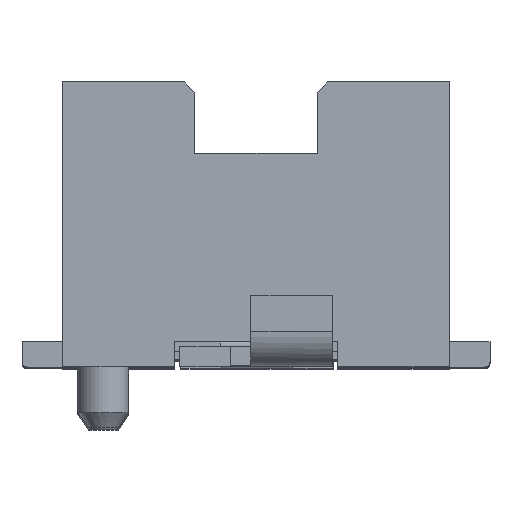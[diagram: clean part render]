
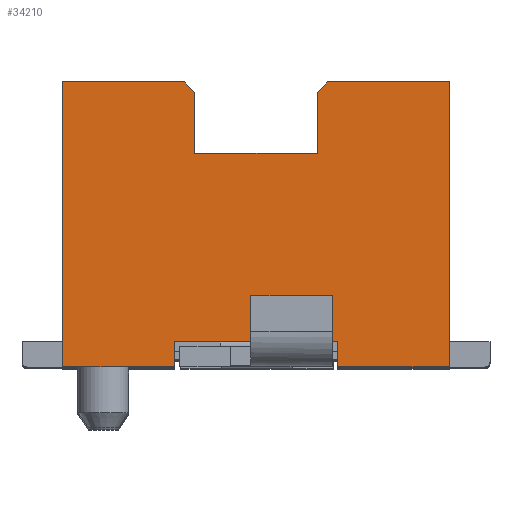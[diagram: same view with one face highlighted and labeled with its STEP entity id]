
A CAD part, top view. The second image highlights one B-rep face of the part: STEP entity #34210.
In plain terms, the highlighted planar face has unit normal (0, 0, 1).
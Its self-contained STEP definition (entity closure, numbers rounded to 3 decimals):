
#100=CARTESIAN_POINT('',(-13.01,-0.25,8.38));
#110=VERTEX_POINT('',#100);
#280=CARTESIAN_POINT('',(-14.11,-0.25,8.38));
#290=VERTEX_POINT('',#280);
#320=CARTESIAN_POINT('',(-15.25,-0.25,8.38));
#330=DIRECTION('',(1.,0.,0.));
#340=VECTOR('',#330,1.);
#350=LINE('',#320,#340);
#360=EDGE_CURVE('',#290,#110,#350,.T.);
#1970=CARTESIAN_POINT('',(-13.01,0.,8.38));
#1980=VERTEX_POINT('',#1970);
#2010=CARTESIAN_POINT('',(-15.25,0.,8.38));
#2020=DIRECTION('',(1.,0.,0.));
#2030=VECTOR('',#2020,1.);
#2040=LINE('',#2010,#2030);
#2050=CARTESIAN_POINT('',(-11.41,0.,8.38));
#2060=VERTEX_POINT('',#2050);
#2070=EDGE_CURVE('',#1980,#2060,#2040,.T.);
#3270=CARTESIAN_POINT('',(-13.01,-0.25,8.38));
#3280=DIRECTION('',(0.,1.,0.));
#3290=VECTOR('',#3280,1.);
#3300=LINE('',#3270,#3290);
#3310=EDGE_CURVE('',#110,#1980,#3300,.T.);
#12160=CARTESIAN_POINT('',(-10.61,0.25,8.38));
#12170=DIRECTION('',(0.707,-0.707,-0.));
#12180=VECTOR('',#12170,1.);
#12190=LINE('',#12160,#12180);
#12200=CARTESIAN_POINT('',(-12.91,2.55,8.38));
#12210=VERTEX_POINT('',#12200);
#12220=CARTESIAN_POINT('',(-12.81,2.45,8.38));
#12230=VERTEX_POINT('',#12220);
#12240=EDGE_CURVE('',#12210,#12230,#12190,.T.);
#15180=CARTESIAN_POINT('',(-12.81,1.85,8.38));
#15190=VERTEX_POINT('',#15180);
#15220=CARTESIAN_POINT('',(-12.81,0.25,8.38));
#15230=DIRECTION('',(0.,-1.,0.));
#15240=VECTOR('',#15230,1.);
#15250=LINE('',#15220,#15240);
#15260=EDGE_CURVE('',#12230,#15190,#15250,.T.);
#21650=CARTESIAN_POINT('',(-11.61,1.85,8.38));
#21660=VERTEX_POINT('',#21650);
#21690=CARTESIAN_POINT('',(-12.81,1.85,8.38));
#21700=DIRECTION('',(1.,0.,0.));
#21710=VECTOR('',#21700,1.);
#21720=LINE('',#21690,#21710);
#21730=EDGE_CURVE('',#15190,#21660,#21720,.T.);
#22350=CARTESIAN_POINT('',(-11.41,-0.25,8.38));
#22360=VERTEX_POINT('',#22350);
#22370=CARTESIAN_POINT('',(-10.31,-0.25,8.38));
#22380=VERTEX_POINT('',#22370);
#22390=EDGE_CURVE('',#22360,#22380,#350,.T.);
#31140=CARTESIAN_POINT('',(-11.61,0.25,8.38));
#31150=DIRECTION('',(0.,1.,0.));
#31160=VECTOR('',#31150,1.);
#31170=LINE('',#31140,#31160);
#31180=CARTESIAN_POINT('',(-11.61,2.45,8.38));
#31190=VERTEX_POINT('',#31180);
#31200=EDGE_CURVE('',#21660,#31190,#31170,.T.);
#31480=CARTESIAN_POINT('',(-11.41,-0.25,8.38));
#31490=DIRECTION('',(0.,-1.,0.));
#31500=VECTOR('',#31490,1.);
#31510=LINE('',#31480,#31500);
#31520=EDGE_CURVE('',#2060,#22360,#31510,.T.);
#33730=CARTESIAN_POINT('',(-10.31,0.25,8.38));
#33740=DIRECTION('',(0.,0.,1.));
#33750=DIRECTION('',(-1.,0.,0.));
#33760=AXIS2_PLACEMENT_3D('',#33730,#33740,#33750);
#33770=PLANE('',#33760);
#33780=CARTESIAN_POINT('',(-13.81,0.25,8.38));
#33790=DIRECTION('',(0.707,0.707,0.));
#33800=VECTOR('',#33790,1.);
#33810=LINE('',#33780,#33800);
#33820=CARTESIAN_POINT('',(-11.51,2.55,8.38));
#33830=VERTEX_POINT('',#33820);
#33840=EDGE_CURVE('',#31190,#33830,#33810,.T.);
#33850=ORIENTED_EDGE('',*,*,#33840,.F.);
#33860=CARTESIAN_POINT('',(-10.31,2.55,8.38));
#33870=DIRECTION('',(-1.,0.,0.));
#33880=VECTOR('',#33870,1.);
#33890=LINE('',#33860,#33880);
#33900=CARTESIAN_POINT('',(-10.31,2.55,8.38));
#33910=VERTEX_POINT('',#33900);
#33920=EDGE_CURVE('',#33910,#33830,#33890,.T.);
#33930=ORIENTED_EDGE('',*,*,#33920,.T.);
#33940=CARTESIAN_POINT('',(-10.31,0.25,8.38));
#33950=DIRECTION('',(0.,1.,0.));
#33960=VECTOR('',#33950,1.);
#33970=LINE('',#33940,#33960);
#33980=EDGE_CURVE('',#22380,#33910,#33970,.T.);
#33990=ORIENTED_EDGE('',*,*,#33980,.T.);
#34000=ORIENTED_EDGE('',*,*,#22390,.T.);
#34010=ORIENTED_EDGE('',*,*,#31520,.T.);
#34020=ORIENTED_EDGE('',*,*,#2070,.T.);
#34030=ORIENTED_EDGE('',*,*,#3310,.T.);
#34040=ORIENTED_EDGE('',*,*,#360,.T.);
#34050=CARTESIAN_POINT('',(-14.11,1.05,8.38));
#34060=DIRECTION('',(0.,1.,0.));
#34070=VECTOR('',#34060,1.);
#34080=LINE('',#34050,#34070);
#34090=CARTESIAN_POINT('',(-14.11,2.55,8.38));
#34100=VERTEX_POINT('',#34090);
#34110=EDGE_CURVE('',#290,#34100,#34080,.T.);
#34120=ORIENTED_EDGE('',*,*,#34110,.F.);
#34130=EDGE_CURVE('',#12210,#34100,#33890,.T.);
#34140=ORIENTED_EDGE('',*,*,#34130,.T.);
#34150=ORIENTED_EDGE('',*,*,#12240,.F.);
#34160=ORIENTED_EDGE('',*,*,#15260,.F.);
#34170=ORIENTED_EDGE('',*,*,#21730,.F.);
#34180=ORIENTED_EDGE('',*,*,#31200,.F.);
#34190=EDGE_LOOP('',(#34180,#34170,#34160,#34150,#34140,#34120,#34040,
#34030,#34020,#34010,#34000,#33990,#33930,#33850));
#34200=FACE_OUTER_BOUND('',#34190,.T.);
#34210=ADVANCED_FACE('',(#34200),#33770,.T.);
